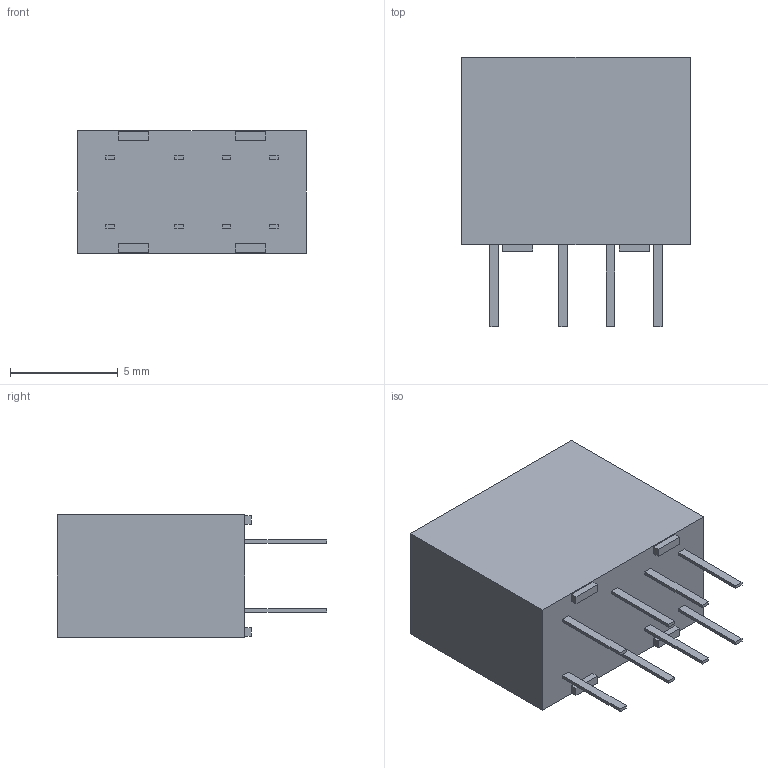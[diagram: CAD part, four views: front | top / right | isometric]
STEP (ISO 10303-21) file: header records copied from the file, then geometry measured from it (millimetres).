
FILE_DESCRIPTION(('FreeCAD Model'),'2;1');
FILE_NAME('Omron_G6J_2P_Y.step','2019-11-18T10:18:15',('Author'),(''), 'Open CASCADE STEP processor 7.3','FreeCAD','Unknown');
FILE_SCHEMA(('AUTOMOTIVE_DESIGN { 1 0 10303 214 1 1 1 1 }'));
Length unit declared in the file: millimetre
Products named in the file (1): G6J_2P_Y
Bounding box: 10.6 x 12.5 x 5.7 mm (x, y, z)
Volume: 527.3 mm3; surface area: 443.2 mm2
Topology: 1 solids, 1 shells, 75 faces, 178 edges, 119 vertices
Faces by surface type: plane 71, cylinder 2, sphere 2
Entity records: 5024 total; most frequent: CARTESIAN_POINT 777, DIRECTION 692, LINE 518, VECTOR 518, ORIENTED_EDGE 356, PCURVE 356, DEFINITIONAL_REPRESENTATION 356, EDGE_CURVE 178
